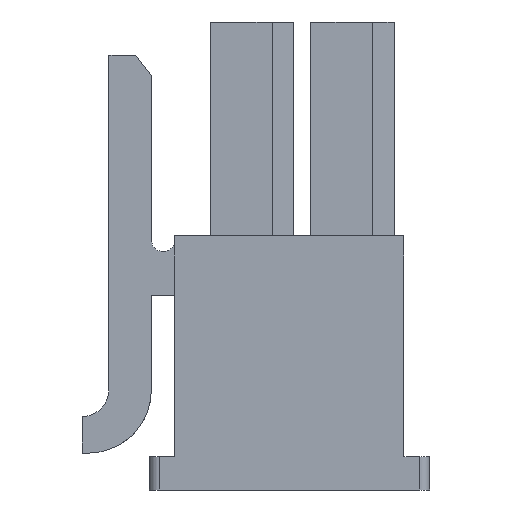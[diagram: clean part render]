
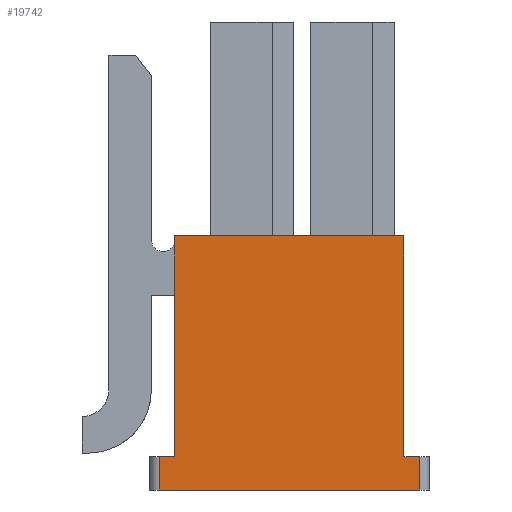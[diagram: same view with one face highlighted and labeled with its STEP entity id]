
A CAD part, front view. The second image highlights one B-rep face of the part: STEP entity #19742.
In plain terms, the highlighted planar face has unit normal (0, -1, 0).
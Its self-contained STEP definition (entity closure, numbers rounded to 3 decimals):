
#2812=ORIENTED_EDGE('',*,*,#7772,.F.);
#2813=ORIENTED_EDGE('',*,*,#7779,.T.);
#2814=ORIENTED_EDGE('',*,*,#7780,.F.);
#2815=ORIENTED_EDGE('',*,*,#7781,.T.);
#2816=ORIENTED_EDGE('',*,*,#7757,.F.);
#2817=ORIENTED_EDGE('',*,*,#7628,.F.);
#2818=ORIENTED_EDGE('',*,*,#7782,.F.);
#2819=ORIENTED_EDGE('',*,*,#7783,.T.);
#7628=EDGE_CURVE('',#10019,#10020,#12254,.T.);
#7757=EDGE_CURVE('',#10020,#10146,#12383,.T.);
#7772=EDGE_CURVE('',#10156,#10157,#12395,.T.);
#7779=EDGE_CURVE('',#10156,#10162,#12399,.F.);
#7780=EDGE_CURVE('',#10163,#10162,#12400,.T.);
#7781=EDGE_CURVE('',#10163,#10146,#12401,.T.);
#7782=EDGE_CURVE('',#10164,#10019,#12402,.T.);
#7783=EDGE_CURVE('',#10164,#10157,#12403,.T.);
#10019=VERTEX_POINT('',#30322);
#10020=VERTEX_POINT('',#30324);
#10146=VERTEX_POINT('',#30580);
#10156=VERTEX_POINT('',#30607);
#10157=VERTEX_POINT('',#30609);
#10162=VERTEX_POINT('',#30622);
#10163=VERTEX_POINT('',#30624);
#10164=VERTEX_POINT('',#30627);
#12254=LINE('',#30323,#15058);
#12383=LINE('',#30579,#15187);
#12395=LINE('',#30608,#15199);
#12399=LINE('',#30621,#15203);
#12400=LINE('',#30623,#15204);
#12401=LINE('',#30625,#15205);
#12402=LINE('',#30626,#15206);
#12403=LINE('',#30628,#15207);
#15058=VECTOR('',#24236,1000.);
#15187=VECTOR('',#24367,1000.);
#15199=VECTOR('',#24391,1000.);
#15203=VECTOR('',#24403,1000.);
#15204=VECTOR('',#24404,1000.);
#15205=VECTOR('',#24405,1000.);
#15206=VECTOR('',#24406,1000.);
#15207=VECTOR('',#24407,1000.);
#16438=EDGE_LOOP('',(#2812,#2813,#2814,#2815,#2816,#2817,#2818,#2819));
#17608=FACE_BOUND('',#16438,.T.);
#18679=PLANE('',#20839);
#19742=ADVANCED_FACE('',(#17608),#18679,.F.);
#20839=AXIS2_PLACEMENT_3D('',#30620,#24401,#24402);
#24236=DIRECTION('',(0.,0.,1.));
#24367=DIRECTION('',(1.,0.,0.));
#24391=DIRECTION('',(-1.,0.,0.));
#24401=DIRECTION('',(0.,1.,0.));
#24402=DIRECTION('',(0.,0.,1.));
#24403=DIRECTION('',(0.,0.,-1.));
#24404=DIRECTION('',(1.,0.,0.));
#24405=DIRECTION('',(0.,0.,1.));
#24406=DIRECTION('',(1.,0.,0.));
#24407=DIRECTION('',(0.,0.,-1.));
#30322=CARTESIAN_POINT('',(-3.815,-18.425,-2.8));
#30323=CARTESIAN_POINT('',(-3.815,-18.425,-3.8));
#30324=CARTESIAN_POINT('',(-3.815,-18.425,3.8));
#30579=CARTESIAN_POINT('',(-3.815,-18.425,3.8));
#30580=CARTESIAN_POINT('',(3.04,-18.425,3.8));
#30607=CARTESIAN_POINT('',(3.515,-18.425,-3.8));
#30608=CARTESIAN_POINT('',(3.815,-18.425,-3.8));
#30609=CARTESIAN_POINT('',(-4.285,-18.425,-3.8));
#30620=CARTESIAN_POINT('',(0.,-18.425,0.));
#30621=CARTESIAN_POINT('',(3.515,-18.425,-2.8));
#30622=CARTESIAN_POINT('',(3.515,-18.425,-2.8));
#30623=CARTESIAN_POINT('',(0.,-18.425,-2.8));
#30624=CARTESIAN_POINT('',(3.04,-18.425,-2.8));
#30625=CARTESIAN_POINT('',(3.04,-18.425,-2.8));
#30626=CARTESIAN_POINT('',(-4.585,-18.425,-2.8));
#30627=CARTESIAN_POINT('',(-4.285,-18.425,-2.8));
#30628=CARTESIAN_POINT('',(-4.285,-18.425,0.));
